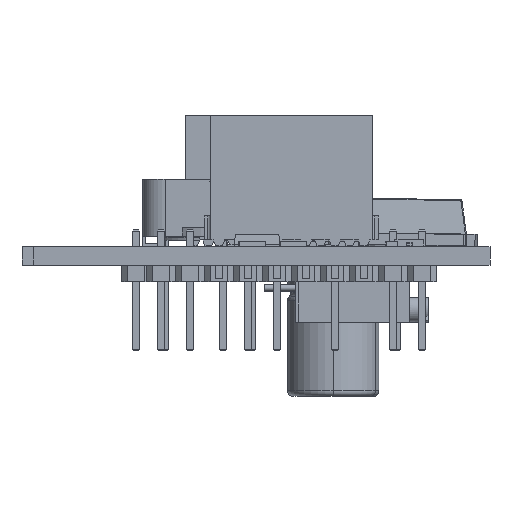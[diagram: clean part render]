
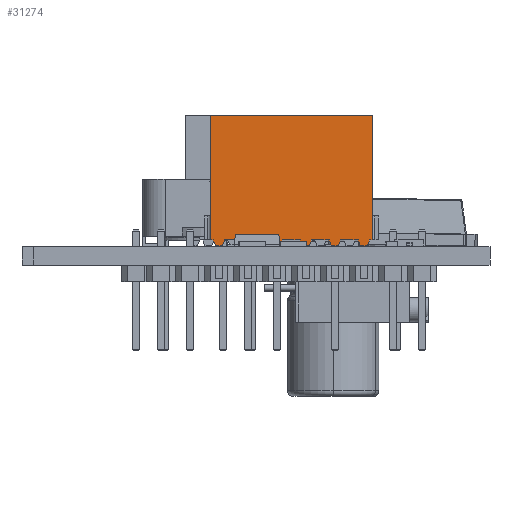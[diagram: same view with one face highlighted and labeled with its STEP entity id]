
A CAD part, front view. The second image highlights one B-rep face of the part: STEP entity #31274.
In plain terms, the highlighted face is planar.
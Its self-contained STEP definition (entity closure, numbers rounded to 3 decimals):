
#28131 = VERTEX_POINT('',#28132);
#28132 = CARTESIAN_POINT('',(7.075,2.5,-10.9));
#28138 = EDGE_CURVE('',#28139,#28131,#28141,.T.);
#28139 = VERTEX_POINT('',#28140);
#28140 = CARTESIAN_POINT('',(7.075,2.5,0.));
#28141 = LINE('',#28142,#28143);
#28142 = CARTESIAN_POINT('',(7.075,2.5,0.));
#28143 = VECTOR('',#28144,1.);
#28144 = DIRECTION('',(0.,0.,-1.));
#28217 = VERTEX_POINT('',#28218);
#28218 = CARTESIAN_POINT('',(-7.075,2.5,0.));
#28224 = EDGE_CURVE('',#28217,#28225,#28227,.T.);
#28225 = VERTEX_POINT('',#28226);
#28226 = CARTESIAN_POINT('',(-7.075,2.5,-10.9));
#28227 = LINE('',#28228,#28229);
#28228 = CARTESIAN_POINT('',(-7.075,2.5,0.));
#28229 = VECTOR('',#28230,1.);
#28230 = DIRECTION('',(0.,0.,-1.));
#28536 = EDGE_CURVE('',#28537,#28225,#28539,.T.);
#28537 = VERTEX_POINT('',#28538);
#28538 = CARTESIAN_POINT('',(-6.85,2.5,-10.9));
#28539 = LINE('',#28540,#28541);
#28540 = CARTESIAN_POINT('',(-6.85,2.5,-10.9));
#28541 = VECTOR('',#28542,1.);
#28542 = DIRECTION('',(-1.,0.,0.));
#28561 = VERTEX_POINT('',#28562);
#28562 = CARTESIAN_POINT('',(-5.85,2.5,-10.9));
#28568 = EDGE_CURVE('',#28569,#28561,#28571,.T.);
#28569 = VERTEX_POINT('',#28570);
#28570 = CARTESIAN_POINT('',(-4.31,2.5,-10.9));
#28571 = LINE('',#28572,#28573);
#28572 = CARTESIAN_POINT('',(-4.31,2.5,-10.9));
#28573 = VECTOR('',#28574,1.);
#28574 = DIRECTION('',(-1.,0.,0.));
#28593 = VERTEX_POINT('',#28594);
#28594 = CARTESIAN_POINT('',(-3.31,2.5,-10.9));
#28600 = EDGE_CURVE('',#28601,#28593,#28603,.T.);
#28601 = VERTEX_POINT('',#28602);
#28602 = CARTESIAN_POINT('',(-1.77,2.5,-10.9));
#28603 = LINE('',#28604,#28605);
#28604 = CARTESIAN_POINT('',(-1.77,2.5,-10.9));
#28605 = VECTOR('',#28606,1.);
#28606 = DIRECTION('',(-1.,0.,0.));
#28625 = VERTEX_POINT('',#28626);
#28626 = CARTESIAN_POINT('',(-0.77,2.5,-10.9));
#28632 = EDGE_CURVE('',#28633,#28625,#28635,.T.);
#28633 = VERTEX_POINT('',#28634);
#28634 = CARTESIAN_POINT('',(0.77,2.5,-10.9));
#28635 = LINE('',#28636,#28637);
#28636 = CARTESIAN_POINT('',(0.77,2.5,-10.9));
#28637 = VECTOR('',#28638,1.);
#28638 = DIRECTION('',(-1.,0.,0.));
#28657 = VERTEX_POINT('',#28658);
#28658 = CARTESIAN_POINT('',(1.77,2.5,-10.9));
#28664 = EDGE_CURVE('',#28665,#28657,#28667,.T.);
#28665 = VERTEX_POINT('',#28666);
#28666 = CARTESIAN_POINT('',(3.31,2.5,-10.9));
#28667 = LINE('',#28668,#28669);
#28668 = CARTESIAN_POINT('',(3.31,2.5,-10.9));
#28669 = VECTOR('',#28670,1.);
#28670 = DIRECTION('',(-1.,0.,0.));
#28689 = VERTEX_POINT('',#28690);
#28690 = CARTESIAN_POINT('',(4.31,2.5,-10.9));
#28696 = EDGE_CURVE('',#28697,#28689,#28699,.T.);
#28697 = VERTEX_POINT('',#28698);
#28698 = CARTESIAN_POINT('',(5.85,2.5,-10.9));
#28699 = LINE('',#28700,#28701);
#28700 = CARTESIAN_POINT('',(5.85,2.5,-10.9));
#28701 = VECTOR('',#28702,1.);
#28702 = DIRECTION('',(-1.,0.,0.));
#28721 = VERTEX_POINT('',#28722);
#28722 = CARTESIAN_POINT('',(6.85,2.5,-10.9));
#28728 = EDGE_CURVE('',#28131,#28721,#28729,.T.);
#28729 = LINE('',#28730,#28731);
#28730 = CARTESIAN_POINT('',(7.075,2.5,-10.9));
#28731 = VECTOR('',#28732,1.);
#28732 = DIRECTION('',(-1.,0.,0.));
#31274 = ADVANCED_FACE('',(#31275),#31424,.T.);
#31275 = FACE_BOUND('',#31276,.T.);
#31276 = EDGE_LOOP('',(#31277,#31278,#31286,#31294,#31300,#31301,#31309,
    #31317,#31323,#31324,#31332,#31340,#31346,#31347,#31355,#31363,
    #31369,#31370,#31378,#31386,#31392,#31393,#31394,#31400,#31401,
    #31402,#31410,#31418));
#31277 = ORIENTED_EDGE('',*,*,#28696,.T.);
#31278 = ORIENTED_EDGE('',*,*,#31279,.F.);
#31279 = EDGE_CURVE('',#31280,#28689,#31282,.T.);
#31280 = VERTEX_POINT('',#31281);
#31281 = CARTESIAN_POINT('',(4.11,2.5,-11.4));
#31282 = LINE('',#31283,#31284);
#31283 = CARTESIAN_POINT('',(4.11,2.5,-11.4));
#31284 = VECTOR('',#31285,1.);
#31285 = DIRECTION('',(0.371,0.,0.928));
#31286 = ORIENTED_EDGE('',*,*,#31287,.T.);
#31287 = EDGE_CURVE('',#31280,#31288,#31290,.T.);
#31288 = VERTEX_POINT('',#31289);
#31289 = CARTESIAN_POINT('',(3.51,2.5,-11.4));
#31290 = LINE('',#31291,#31292);
#31291 = CARTESIAN_POINT('',(4.11,2.5,-11.4));
#31292 = VECTOR('',#31293,1.);
#31293 = DIRECTION('',(-1.,0.,0.));
#31294 = ORIENTED_EDGE('',*,*,#31295,.F.);
#31295 = EDGE_CURVE('',#28665,#31288,#31296,.T.);
#31296 = LINE('',#31297,#31298);
#31297 = CARTESIAN_POINT('',(3.31,2.5,-10.9));
#31298 = VECTOR('',#31299,1.);
#31299 = DIRECTION('',(0.371,0.,-0.928));
#31300 = ORIENTED_EDGE('',*,*,#28664,.T.);
#31301 = ORIENTED_EDGE('',*,*,#31302,.F.);
#31302 = EDGE_CURVE('',#31303,#28657,#31305,.T.);
#31303 = VERTEX_POINT('',#31304);
#31304 = CARTESIAN_POINT('',(1.57,2.5,-11.4));
#31305 = LINE('',#31306,#31307);
#31306 = CARTESIAN_POINT('',(1.57,2.5,-11.4));
#31307 = VECTOR('',#31308,1.);
#31308 = DIRECTION('',(0.371,0.,0.928));
#31309 = ORIENTED_EDGE('',*,*,#31310,.T.);
#31310 = EDGE_CURVE('',#31303,#31311,#31313,.T.);
#31311 = VERTEX_POINT('',#31312);
#31312 = CARTESIAN_POINT('',(0.97,2.5,-11.4));
#31313 = LINE('',#31314,#31315);
#31314 = CARTESIAN_POINT('',(1.57,2.5,-11.4));
#31315 = VECTOR('',#31316,1.);
#31316 = DIRECTION('',(-1.,0.,0.));
#31317 = ORIENTED_EDGE('',*,*,#31318,.F.);
#31318 = EDGE_CURVE('',#28633,#31311,#31319,.T.);
#31319 = LINE('',#31320,#31321);
#31320 = CARTESIAN_POINT('',(0.77,2.5,-10.9));
#31321 = VECTOR('',#31322,1.);
#31322 = DIRECTION('',(0.371,0.,-0.928));
#31323 = ORIENTED_EDGE('',*,*,#28632,.T.);
#31324 = ORIENTED_EDGE('',*,*,#31325,.F.);
#31325 = EDGE_CURVE('',#31326,#28625,#31328,.T.);
#31326 = VERTEX_POINT('',#31327);
#31327 = CARTESIAN_POINT('',(-0.97,2.5,-11.4));
#31328 = LINE('',#31329,#31330);
#31329 = CARTESIAN_POINT('',(-0.97,2.5,-11.4));
#31330 = VECTOR('',#31331,1.);
#31331 = DIRECTION('',(0.371,0.,0.928));
#31332 = ORIENTED_EDGE('',*,*,#31333,.T.);
#31333 = EDGE_CURVE('',#31326,#31334,#31336,.T.);
#31334 = VERTEX_POINT('',#31335);
#31335 = CARTESIAN_POINT('',(-1.57,2.5,-11.4));
#31336 = LINE('',#31337,#31338);
#31337 = CARTESIAN_POINT('',(-0.97,2.5,-11.4));
#31338 = VECTOR('',#31339,1.);
#31339 = DIRECTION('',(-1.,0.,0.));
#31340 = ORIENTED_EDGE('',*,*,#31341,.F.);
#31341 = EDGE_CURVE('',#28601,#31334,#31342,.T.);
#31342 = LINE('',#31343,#31344);
#31343 = CARTESIAN_POINT('',(-1.77,2.5,-10.9));
#31344 = VECTOR('',#31345,1.);
#31345 = DIRECTION('',(0.371,0.,-0.928));
#31346 = ORIENTED_EDGE('',*,*,#28600,.T.);
#31347 = ORIENTED_EDGE('',*,*,#31348,.F.);
#31348 = EDGE_CURVE('',#31349,#28593,#31351,.T.);
#31349 = VERTEX_POINT('',#31350);
#31350 = CARTESIAN_POINT('',(-3.51,2.5,-11.4));
#31351 = LINE('',#31352,#31353);
#31352 = CARTESIAN_POINT('',(-3.51,2.5,-11.4));
#31353 = VECTOR('',#31354,1.);
#31354 = DIRECTION('',(0.371,0.,0.928));
#31355 = ORIENTED_EDGE('',*,*,#31356,.T.);
#31356 = EDGE_CURVE('',#31349,#31357,#31359,.T.);
#31357 = VERTEX_POINT('',#31358);
#31358 = CARTESIAN_POINT('',(-4.11,2.5,-11.4));
#31359 = LINE('',#31360,#31361);
#31360 = CARTESIAN_POINT('',(-3.51,2.5,-11.4));
#31361 = VECTOR('',#31362,1.);
#31362 = DIRECTION('',(-1.,0.,0.));
#31363 = ORIENTED_EDGE('',*,*,#31364,.F.);
#31364 = EDGE_CURVE('',#28569,#31357,#31365,.T.);
#31365 = LINE('',#31366,#31367);
#31366 = CARTESIAN_POINT('',(-4.31,2.5,-10.9));
#31367 = VECTOR('',#31368,1.);
#31368 = DIRECTION('',(0.371,0.,-0.928));
#31369 = ORIENTED_EDGE('',*,*,#28568,.T.);
#31370 = ORIENTED_EDGE('',*,*,#31371,.F.);
#31371 = EDGE_CURVE('',#31372,#28561,#31374,.T.);
#31372 = VERTEX_POINT('',#31373);
#31373 = CARTESIAN_POINT('',(-6.05,2.5,-11.4));
#31374 = LINE('',#31375,#31376);
#31375 = CARTESIAN_POINT('',(-6.05,2.5,-11.4));
#31376 = VECTOR('',#31377,1.);
#31377 = DIRECTION('',(0.371,0.,0.928));
#31378 = ORIENTED_EDGE('',*,*,#31379,.T.);
#31379 = EDGE_CURVE('',#31372,#31380,#31382,.T.);
#31380 = VERTEX_POINT('',#31381);
#31381 = CARTESIAN_POINT('',(-6.65,2.5,-11.4));
#31382 = LINE('',#31383,#31384);
#31383 = CARTESIAN_POINT('',(-6.05,2.5,-11.4));
#31384 = VECTOR('',#31385,1.);
#31385 = DIRECTION('',(-1.,0.,0.));
#31386 = ORIENTED_EDGE('',*,*,#31387,.T.);
#31387 = EDGE_CURVE('',#31380,#28537,#31388,.T.);
#31388 = LINE('',#31389,#31390);
#31389 = CARTESIAN_POINT('',(-6.65,2.5,-11.4));
#31390 = VECTOR('',#31391,1.);
#31391 = DIRECTION('',(-0.371,0.,0.928));
#31392 = ORIENTED_EDGE('',*,*,#28536,.T.);
#31393 = ORIENTED_EDGE('',*,*,#28224,.F.);
#31394 = ORIENTED_EDGE('',*,*,#31395,.F.);
#31395 = EDGE_CURVE('',#28139,#28217,#31396,.T.);
#31396 = LINE('',#31397,#31398);
#31397 = CARTESIAN_POINT('',(7.075,2.5,0.));
#31398 = VECTOR('',#31399,1.);
#31399 = DIRECTION('',(-1.,0.,0.));
#31400 = ORIENTED_EDGE('',*,*,#28138,.T.);
#31401 = ORIENTED_EDGE('',*,*,#28728,.T.);
#31402 = ORIENTED_EDGE('',*,*,#31403,.T.);
#31403 = EDGE_CURVE('',#28721,#31404,#31406,.T.);
#31404 = VERTEX_POINT('',#31405);
#31405 = CARTESIAN_POINT('',(6.65,2.5,-11.4));
#31406 = LINE('',#31407,#31408);
#31407 = CARTESIAN_POINT('',(6.85,2.5,-10.9));
#31408 = VECTOR('',#31409,1.);
#31409 = DIRECTION('',(-0.371,0.,-0.928));
#31410 = ORIENTED_EDGE('',*,*,#31411,.T.);
#31411 = EDGE_CURVE('',#31404,#31412,#31414,.T.);
#31412 = VERTEX_POINT('',#31413);
#31413 = CARTESIAN_POINT('',(6.05,2.5,-11.4));
#31414 = LINE('',#31415,#31416);
#31415 = CARTESIAN_POINT('',(6.65,2.5,-11.4));
#31416 = VECTOR('',#31417,1.);
#31417 = DIRECTION('',(-1.,0.,0.));
#31418 = ORIENTED_EDGE('',*,*,#31419,.F.);
#31419 = EDGE_CURVE('',#28697,#31412,#31420,.T.);
#31420 = LINE('',#31421,#31422);
#31421 = CARTESIAN_POINT('',(5.85,2.5,-10.9));
#31422 = VECTOR('',#31423,1.);
#31423 = DIRECTION('',(0.371,0.,-0.928));
#31424 = PLANE('',#31425);
#31425 = AXIS2_PLACEMENT_3D('',#31426,#31427,#31428);
#31426 = CARTESIAN_POINT('',(7.62,2.5,0.));
#31427 = DIRECTION('',(0.,1.,0.));
#31428 = DIRECTION('',(1.,0.,0.));
